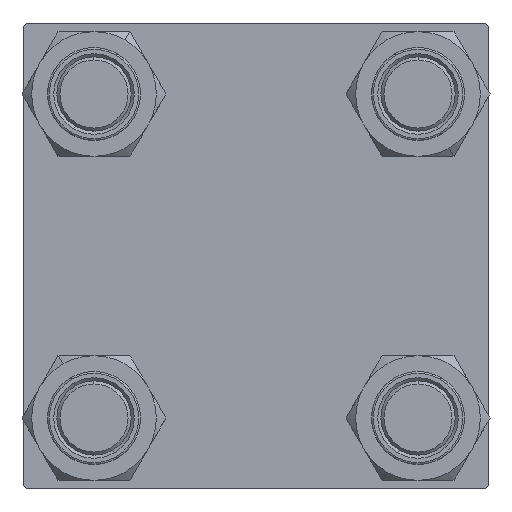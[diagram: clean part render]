
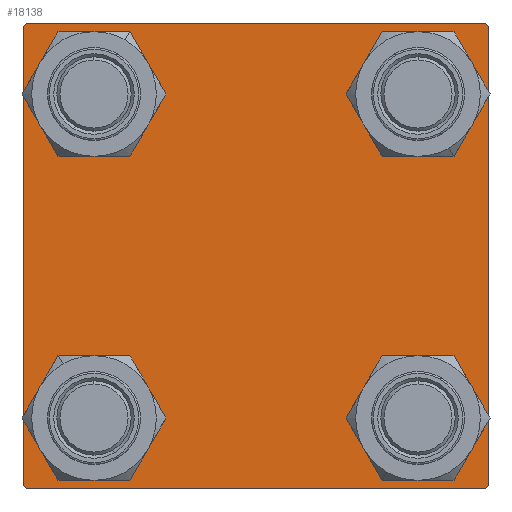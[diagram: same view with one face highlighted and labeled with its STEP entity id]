
A CAD part, left-side view. The second image highlights one B-rep face of the part: STEP entity #18138.
In plain terms, the highlighted planar face has unit normal (-1, 0, 0).
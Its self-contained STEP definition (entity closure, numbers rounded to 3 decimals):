
#5 = CIRCLE ( 'NONE', #9039, 6.5 ) ;
#85 = CARTESIAN_POINT ( 'NONE',  ( 0., 26.15, -19.65 ) ) ;
#217 = ORIENTED_EDGE ( 'NONE', *, *, #4807, .T. ) ;
#1561 = CARTESIAN_POINT ( 'NONE',  ( 0., 37., -37.5 ) ) ;
#1611 = ORIENTED_EDGE ( 'NONE', *, *, #12175, .T. ) ;
#1781 = DIRECTION ( 'NONE',  ( 0., 0.707, -0.707 ) ) ;
#1894 = DIRECTION ( 'NONE',  ( 1., 0., 0. ) ) ;
#2413 = ORIENTED_EDGE ( 'NONE', *, *, #6151, .T. ) ;
#2630 = EDGE_CURVE ( 'NONE', #44475, #38479, #43291, .T. ) ;
#3025 = VECTOR ( 'NONE', #12378, 1000. ) ;
#3417 = CARTESIAN_POINT ( 'NONE',  ( 0., -26.15, 26.15 ) ) ;
#4807 = EDGE_CURVE ( 'NONE', #32652, #14329, #19426, .T. ) ;
#5024 = CARTESIAN_POINT ( 'NONE',  ( 0., -37., -37.5 ) ) ;
#5106 = EDGE_CURVE ( 'NONE', #42465, #45586, #8045, .T. ) ;
#5680 = EDGE_CURVE ( 'NONE', #44475, #10446, #34178, .T. ) ;
#5860 = LINE ( 'NONE', #44696, #38060 ) ;
#6012 = ORIENTED_EDGE ( 'NONE', *, *, #35018, .T. ) ;
#6151 = EDGE_CURVE ( 'NONE', #45586, #42465, #39879, .T. ) ;
#6236 = FACE_BOUND ( 'NONE', #47162, .T. ) ;
#6498 = PLANE ( 'NONE',  #21107 ) ;
#6590 = ORIENTED_EDGE ( 'NONE', *, *, #31795, .F. ) ;
#6765 = VERTEX_POINT ( 'NONE', #5024 ) ;
#7260 = AXIS2_PLACEMENT_3D ( 'NONE', #8803, #1894, #24385 ) ;
#7296 = DIRECTION ( 'NONE',  ( 1., 0., 0. ) ) ;
#8001 = VERTEX_POINT ( 'NONE', #10576 ) ;
#8045 = CIRCLE ( 'NONE', #49690, 6.5 ) ;
#8531 = CARTESIAN_POINT ( 'NONE',  ( 0., -37.5, 37. ) ) ;
#8696 = LINE ( 'NONE', #16616, #15453 ) ;
#8789 = ORIENTED_EDGE ( 'NONE', *, *, #46934, .T. ) ;
#8803 = CARTESIAN_POINT ( 'NONE',  ( 0., 26.15, -26.15 ) ) ;
#8953 = CARTESIAN_POINT ( 'NONE',  ( 0., -26.15, -19.65 ) ) ;
#9003 = ORIENTED_EDGE ( 'NONE', *, *, #25911, .T. ) ;
#9039 = AXIS2_PLACEMENT_3D ( 'NONE', #11515, #19418, #46522 ) ;
#9094 = EDGE_CURVE ( 'NONE', #15672, #15693, #13847, .T. ) ;
#9110 = ORIENTED_EDGE ( 'NONE', *, *, #46923, .T. ) ;
#9594 = VERTEX_POINT ( 'NONE', #1561 ) ;
#9824 = DIRECTION ( 'NONE',  ( 0., -0.707, -0.707 ) ) ;
#10446 = VERTEX_POINT ( 'NONE', #50484 ) ;
#10503 = VECTOR ( 'NONE', #15023, 1000. ) ;
#10572 = VECTOR ( 'NONE', #46856, 1000. ) ;
#10576 = CARTESIAN_POINT ( 'NONE',  ( 0., 37.5, -37. ) ) ;
#11434 = ORIENTED_EDGE ( 'NONE', *, *, #5680, .T. ) ;
#11515 = CARTESIAN_POINT ( 'NONE',  ( 0., -26.15, -26.15 ) ) ;
#11637 = CARTESIAN_POINT ( 'NONE',  ( 0., -37.5, 37.5 ) ) ;
#12175 = EDGE_CURVE ( 'NONE', #18075, #43670, #5860, .T. ) ;
#12378 = DIRECTION ( 'NONE',  ( 0., 0., -1. ) ) ;
#13643 = LINE ( 'NONE', #14652, #27144 ) ;
#13650 = FACE_BOUND ( 'NONE', #23463, .T. ) ;
#13847 = CIRCLE ( 'NONE', #34267, 6.5 ) ;
#13907 = FACE_OUTER_BOUND ( 'NONE', #37501, .T. ) ;
#14329 = VERTEX_POINT ( 'NONE', #42749 ) ;
#14652 = CARTESIAN_POINT ( 'NONE',  ( 0., 37.25, -37.25 ) ) ;
#15018 = CARTESIAN_POINT ( 'NONE',  ( 0., 37.5, -37.5 ) ) ;
#15023 = DIRECTION ( 'NONE',  ( 0., 0.707, 0.707 ) ) ;
#15453 = VECTOR ( 'NONE', #43442, 1000. ) ;
#15470 = CARTESIAN_POINT ( 'NONE',  ( 0., -26.15, -26.15 ) ) ;
#15672 = VERTEX_POINT ( 'NONE', #43048 ) ;
#15693 = VERTEX_POINT ( 'NONE', #50509 ) ;
#15710 = DIRECTION ( 'NONE',  ( 1., 0., 0. ) ) ;
#16437 = CARTESIAN_POINT ( 'NONE',  ( 0., 37.5, 37. ) ) ;
#16616 = CARTESIAN_POINT ( 'NONE',  ( 0., -37.25, -37.25 ) ) ;
#18075 = VERTEX_POINT ( 'NONE', #22172 ) ;
#18138 = ADVANCED_FACE ( 'NONE', ( #40983, #13650, #48932, #6236, #13907 ), #6498, .T. ) ;
#18553 = EDGE_CURVE ( 'NONE', #14329, #32652, #39872, .T. ) ;
#18628 = ORIENTED_EDGE ( 'NONE', *, *, #41475, .T. ) ;
#18787 = CIRCLE ( 'NONE', #20423, 6.5 ) ;
#18867 = DIRECTION ( 'NONE',  ( 0., 0., 1. ) ) ;
#19418 = DIRECTION ( 'NONE',  ( 1., 0., 0. ) ) ;
#19426 = CIRCLE ( 'NONE', #33277, 6.5 ) ;
#19950 = AXIS2_PLACEMENT_3D ( 'NONE', #15470, #30801, #42557 ) ;
#20423 = AXIS2_PLACEMENT_3D ( 'NONE', #21432, #37008, #18867 ) ;
#20442 = EDGE_CURVE ( 'NONE', #43670, #8001, #30994, .T. ) ;
#21107 = AXIS2_PLACEMENT_3D ( 'NONE', #49189, #29498, #45084 ) ;
#21432 = CARTESIAN_POINT ( 'NONE',  ( 0., -26.15, 26.15 ) ) ;
#21542 = CARTESIAN_POINT ( 'NONE',  ( 0., 26.15, -32.65 ) ) ;
#22172 = CARTESIAN_POINT ( 'NONE',  ( 0., 37., 37.5 ) ) ;
#23071 = VECTOR ( 'NONE', #42346, 1000. ) ;
#23193 = CARTESIAN_POINT ( 'NONE',  ( 0., 37.5, 37.5 ) ) ;
#23365 = CARTESIAN_POINT ( 'NONE',  ( 0., 26.15, -26.15 ) ) ;
#23463 = EDGE_LOOP ( 'NONE', ( #35846, #9003 ) ) ;
#23681 = DIRECTION ( 'NONE',  ( 1., 0., 0. ) ) ;
#24294 = ORIENTED_EDGE ( 'NONE', *, *, #2630, .F. ) ;
#24385 = DIRECTION ( 'NONE',  ( 0., 0., 1. ) ) ;
#24389 = CARTESIAN_POINT ( 'NONE',  ( 0., 26.15, 26.15 ) ) ;
#25911 = EDGE_CURVE ( 'NONE', #27169, #35517, #5, .T. ) ;
#27144 = VECTOR ( 'NONE', #9824, 1000. ) ;
#27169 = VERTEX_POINT ( 'NONE', #35653 ) ;
#27470 = ORIENTED_EDGE ( 'NONE', *, *, #5106, .T. ) ;
#29498 = DIRECTION ( 'NONE',  ( -1., 0., 0. ) ) ;
#30700 = ORIENTED_EDGE ( 'NONE', *, *, #18553, .T. ) ;
#30801 = DIRECTION ( 'NONE',  ( 1., 0., 0. ) ) ;
#30994 = LINE ( 'NONE', #42742, #10572 ) ;
#31094 = DIRECTION ( 'NONE',  ( 0., 0., 1. ) ) ;
#31795 = EDGE_CURVE ( 'NONE', #18075, #10446, #35432, .T. ) ;
#32216 = CIRCLE ( 'NONE', #19950, 6.5 ) ;
#32639 = VECTOR ( 'NONE', #41850, 1000. ) ;
#32652 = VERTEX_POINT ( 'NONE', #44944 ) ;
#33277 = AXIS2_PLACEMENT_3D ( 'NONE', #34924, #23681, #31094 ) ;
#33672 = LINE ( 'NONE', #15018, #32639 ) ;
#34178 = LINE ( 'NONE', #37508, #10503 ) ;
#34267 = AXIS2_PLACEMENT_3D ( 'NONE', #3417, #41990, #50436 ) ;
#34924 = CARTESIAN_POINT ( 'NONE',  ( 0., 26.15, 26.15 ) ) ;
#35018 = EDGE_CURVE ( 'NONE', #8001, #9594, #13643, .T. ) ;
#35432 = LINE ( 'NONE', #23193, #23071 ) ;
#35517 = VERTEX_POINT ( 'NONE', #8953 ) ;
#35653 = CARTESIAN_POINT ( 'NONE',  ( 0., -26.15, -32.65 ) ) ;
#35846 = ORIENTED_EDGE ( 'NONE', *, *, #39996, .T. ) ;
#36869 = CARTESIAN_POINT ( 'NONE',  ( 0., -37.5, -37. ) ) ;
#37008 = DIRECTION ( 'NONE',  ( 1., 0., 0. ) ) ;
#37471 = AXIS2_PLACEMENT_3D ( 'NONE', #24389, #15710, #43029 ) ;
#37501 = EDGE_LOOP ( 'NONE', ( #38262, #6012, #8789, #18628, #24294, #11434, #6590, #1611 ) ) ;
#37508 = CARTESIAN_POINT ( 'NONE',  ( 0., -37.25, 37.25 ) ) ;
#38060 = VECTOR ( 'NONE', #1781, 1000. ) ;
#38262 = ORIENTED_EDGE ( 'NONE', *, *, #20442, .T. ) ;
#38479 = VERTEX_POINT ( 'NONE', #36869 ) ;
#39305 = ORIENTED_EDGE ( 'NONE', *, *, #9094, .T. ) ;
#39872 = CIRCLE ( 'NONE', #37471, 6.5 ) ;
#39879 = CIRCLE ( 'NONE', #7260, 6.5 ) ;
#39996 = EDGE_CURVE ( 'NONE', #35517, #27169, #32216, .T. ) ;
#40983 = FACE_BOUND ( 'NONE', #43303, .T. ) ;
#41475 = EDGE_CURVE ( 'NONE', #6765, #38479, #8696, .T. ) ;
#41850 = DIRECTION ( 'NONE',  ( 0., -1., 0. ) ) ;
#41897 = EDGE_LOOP ( 'NONE', ( #27470, #2413 ) ) ;
#41990 = DIRECTION ( 'NONE',  ( 1., 0., 0. ) ) ;
#42346 = DIRECTION ( 'NONE',  ( 0., -1., 0. ) ) ;
#42465 = VERTEX_POINT ( 'NONE', #85 ) ;
#42557 = DIRECTION ( 'NONE',  ( 0., 0., 1. ) ) ;
#42742 = CARTESIAN_POINT ( 'NONE',  ( 0., 37.5, 37.5 ) ) ;
#42749 = CARTESIAN_POINT ( 'NONE',  ( 0., 26.15, 32.65 ) ) ;
#43019 = DIRECTION ( 'NONE',  ( 0., 0., 1. ) ) ;
#43029 = DIRECTION ( 'NONE',  ( 0., 0., 1. ) ) ;
#43048 = CARTESIAN_POINT ( 'NONE',  ( 0., -26.15, 32.65 ) ) ;
#43291 = LINE ( 'NONE', #11637, #3025 ) ;
#43303 = EDGE_LOOP ( 'NONE', ( #39305, #9110 ) ) ;
#43442 = DIRECTION ( 'NONE',  ( 0., -0.707, 0.707 ) ) ;
#43670 = VERTEX_POINT ( 'NONE', #16437 ) ;
#44475 = VERTEX_POINT ( 'NONE', #8531 ) ;
#44696 = CARTESIAN_POINT ( 'NONE',  ( 0., 37.25, 37.25 ) ) ;
#44944 = CARTESIAN_POINT ( 'NONE',  ( 0., 26.15, 19.65 ) ) ;
#45084 = DIRECTION ( 'NONE',  ( 0., 0., 1. ) ) ;
#45586 = VERTEX_POINT ( 'NONE', #21542 ) ;
#46522 = DIRECTION ( 'NONE',  ( 0., 0., 1. ) ) ;
#46856 = DIRECTION ( 'NONE',  ( 0., 0., -1. ) ) ;
#46923 = EDGE_CURVE ( 'NONE', #15693, #15672, #18787, .T. ) ;
#46934 = EDGE_CURVE ( 'NONE', #9594, #6765, #33672, .T. ) ;
#47162 = EDGE_LOOP ( 'NONE', ( #30700, #217 ) ) ;
#48932 = FACE_BOUND ( 'NONE', #41897, .T. ) ;
#49189 = CARTESIAN_POINT ( 'NONE',  ( 0., 0., 0. ) ) ;
#49690 = AXIS2_PLACEMENT_3D ( 'NONE', #23365, #7296, #43019 ) ;
#50436 = DIRECTION ( 'NONE',  ( 0., 0., 1. ) ) ;
#50484 = CARTESIAN_POINT ( 'NONE',  ( 0., -37., 37.5 ) ) ;
#50509 = CARTESIAN_POINT ( 'NONE',  ( 0., -26.15, 19.65 ) ) ;
